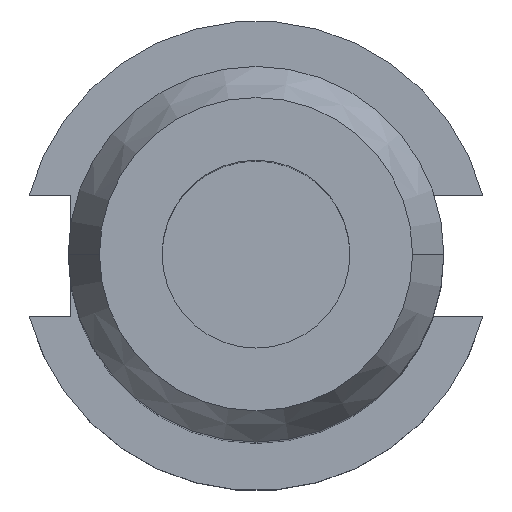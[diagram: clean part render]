
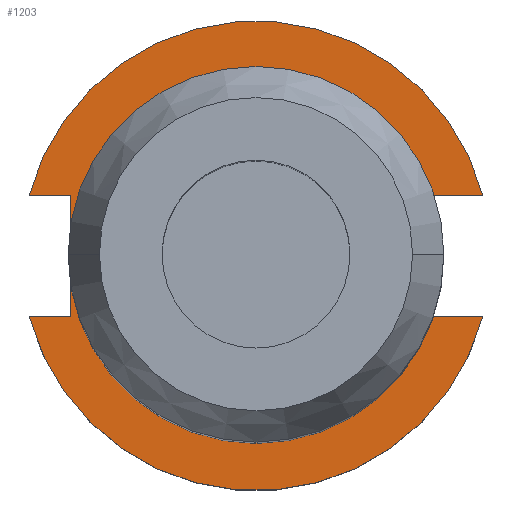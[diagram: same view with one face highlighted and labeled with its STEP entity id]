
A CAD part, top view. The second image highlights one B-rep face of the part: STEP entity #1203.
In plain terms, the highlighted planar face has unit normal (0, 0, 1).
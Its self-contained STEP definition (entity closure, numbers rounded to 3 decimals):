
#21 = AXIS2_PLACEMENT_3D ( 'NONE', #733, #1656, #725 ) ;
#74 = VERTEX_POINT ( 'NONE', #1175 ) ;
#87 = DIRECTION ( 'NONE',  ( -1., 0., 0. ) ) ;
#96 = ORIENTED_EDGE ( 'NONE', *, *, #902, .T. ) ;
#98 = ORIENTED_EDGE ( 'NONE', *, *, #812, .T. ) ;
#120 = VERTEX_POINT ( 'NONE', #1307 ) ;
#124 = PLANE ( 'NONE',  #288 ) ;
#153 = CARTESIAN_POINT ( 'NONE',  ( 22.606, 8.191, 19.05 ) ) ;
#181 = VERTEX_POINT ( 'NONE', #153 ) ;
#190 = CARTESIAN_POINT ( 'NONE',  ( 0., 0., 19.05 ) ) ;
#217 = VECTOR ( 'NONE', #1495, 1000. ) ;
#234 = CARTESIAN_POINT ( 'NONE',  ( -30.675, -8.191, 19.05 ) ) ;
#237 = DIRECTION ( 'NONE',  ( 0., 0., 1. ) ) ;
#239 = VECTOR ( 'NONE', #893, 1000. ) ;
#271 = CARTESIAN_POINT ( 'NONE',  ( 22.606, -8.191, 19.05 ) ) ;
#288 = AXIS2_PLACEMENT_3D ( 'NONE', #789, #1068, #774 ) ;
#304 = DIRECTION ( 'NONE',  ( 0., 0., -1. ) ) ;
#314 = LINE ( 'NONE', #894, #1585 ) ;
#371 = EDGE_CURVE ( 'NONE', #1668, #181, #697, .T. ) ;
#376 = DIRECTION ( 'NONE',  ( 1., 0., 0. ) ) ;
#391 = CARTESIAN_POINT ( 'NONE',  ( 30.675, -8.191, 19.05 ) ) ;
#400 = EDGE_CURVE ( 'NONE', #74, #120, #487, .T. ) ;
#430 = AXIS2_PLACEMENT_3D ( 'NONE', #190, #711, #1518 ) ;
#436 = ORIENTED_EDGE ( 'NONE', *, *, #825, .T. ) ;
#441 = AXIS2_PLACEMENT_3D ( 'NONE', #578, #304, #574 ) ;
#458 = VECTOR ( 'NONE', #1143, 1000. ) ;
#459 = FACE_OUTER_BOUND ( 'NONE', #1283, .T. ) ;
#461 = EDGE_CURVE ( 'NONE', #1650, #74, #802, .T. ) ;
#463 = ORIENTED_EDGE ( 'NONE', *, *, #1050, .F. ) ;
#487 = CIRCLE ( 'NONE', #21, 23.025 ) ;
#511 = EDGE_CURVE ( 'NONE', #1650, #629, #1550, .T. ) ;
#512 = CIRCLE ( 'NONE', #756, 31.75 ) ;
#574 = DIRECTION ( 'NONE',  ( -1., 0., 0. ) ) ;
#578 = CARTESIAN_POINT ( 'NONE',  ( 0., 0., 19.05 ) ) ;
#629 = VERTEX_POINT ( 'NONE', #391 ) ;
#645 = LINE ( 'NONE', #1268, #458 ) ;
#664 = VERTEX_POINT ( 'NONE', #1191 ) ;
#667 = ORIENTED_EDGE ( 'NONE', *, *, #511, .F. ) ;
#697 = LINE ( 'NONE', #1247, #217 ) ;
#702 = ORIENTED_EDGE ( 'NONE', *, *, #952, .F. ) ;
#711 = DIRECTION ( 'NONE',  ( 0., 0., 1. ) ) ;
#725 = DIRECTION ( 'NONE',  ( -1., 0., 0. ) ) ;
#733 = CARTESIAN_POINT ( 'NONE',  ( 0., 0., 19.05 ) ) ;
#755 = VECTOR ( 'NONE', #87, 1000. ) ;
#756 = AXIS2_PLACEMENT_3D ( 'NONE', #1047, #237, #376 ) ;
#774 = DIRECTION ( 'NONE',  ( -1., 0., 0. ) ) ;
#789 = CARTESIAN_POINT ( 'NONE',  ( 0., 22.225, 19.05 ) ) ;
#795 = VERTEX_POINT ( 'NONE', #1493 ) ;
#801 = ORIENTED_EDGE ( 'NONE', *, *, #461, .T. ) ;
#802 = LINE ( 'NONE', #1270, #1062 ) ;
#812 = EDGE_CURVE ( 'NONE', #120, #1668, #1318, .T. ) ;
#825 = EDGE_CURVE ( 'NONE', #664, #1356, #983, .T. ) ;
#893 = DIRECTION ( 'NONE',  ( 1., 0., 0. ) ) ;
#894 = CARTESIAN_POINT ( 'NONE',  ( -61.091, -8.191, 19.05 ) ) ;
#902 = EDGE_CURVE ( 'NONE', #795, #664, #645, .T. ) ;
#938 = VECTOR ( 'NONE', #1654, 1000. ) ;
#941 = CIRCLE ( 'NONE', #430, 31.75 ) ;
#952 = EDGE_CURVE ( 'NONE', #1489, #181, #1676, .T. ) ;
#983 = LINE ( 'NONE', #1515, #938 ) ;
#991 = CARTESIAN_POINT ( 'NONE',  ( 0., 8.191, 19.05 ) ) ;
#1047 = CARTESIAN_POINT ( 'NONE',  ( 0., 0., 19.05 ) ) ;
#1050 = EDGE_CURVE ( 'NONE', #1514, #1356, #314, .T. ) ;
#1062 = VECTOR ( 'NONE', #1407, 1000. ) ;
#1068 = DIRECTION ( 'NONE',  ( 0., 0., -1. ) ) ;
#1110 = ORIENTED_EDGE ( 'NONE', *, *, #1223, .T. ) ;
#1124 = ORIENTED_EDGE ( 'NONE', *, *, #371, .T. ) ;
#1135 = EDGE_CURVE ( 'NONE', #1514, #629, #512, .T. ) ;
#1143 = DIRECTION ( 'NONE',  ( 1., 0., 0. ) ) ;
#1175 = CARTESIAN_POINT ( 'NONE',  ( 22.606, -4.373, 19.05 ) ) ;
#1191 = CARTESIAN_POINT ( 'NONE',  ( -25.091, 8.191, 19.05 ) ) ;
#1203 = ADVANCED_FACE ( 'NONE', ( #459 ), #124, .F. ) ;
#1210 = CARTESIAN_POINT ( 'NONE',  ( 22.606, 4.373, 19.05 ) ) ;
#1223 = EDGE_CURVE ( 'NONE', #1489, #795, #941, .T. ) ;
#1247 = CARTESIAN_POINT ( 'NONE',  ( 22.606, 22.225, 19.05 ) ) ;
#1264 = CARTESIAN_POINT ( 'NONE',  ( -25.091, -8.191, 19.05 ) ) ;
#1268 = CARTESIAN_POINT ( 'NONE',  ( -61.091, 8.191, 19.05 ) ) ;
#1270 = CARTESIAN_POINT ( 'NONE',  ( 22.606, 22.225, 19.05 ) ) ;
#1283 = EDGE_LOOP ( 'NONE', ( #801, #1424, #98, #1124, #702, #1110, #96, #436, #463, #1502, #667 ) ) ;
#1307 = CARTESIAN_POINT ( 'NONE',  ( -23.025, 0., 19.05 ) ) ;
#1318 = CIRCLE ( 'NONE', #441, 23.025 ) ;
#1356 = VERTEX_POINT ( 'NONE', #1264 ) ;
#1407 = DIRECTION ( 'NONE',  ( 0., 1., 0. ) ) ;
#1424 = ORIENTED_EDGE ( 'NONE', *, *, #400, .T. ) ;
#1489 = VERTEX_POINT ( 'NONE', #1702 ) ;
#1493 = CARTESIAN_POINT ( 'NONE',  ( -30.675, 8.191, 19.05 ) ) ;
#1495 = DIRECTION ( 'NONE',  ( 0., 1., 0. ) ) ;
#1502 = ORIENTED_EDGE ( 'NONE', *, *, #1135, .T. ) ;
#1514 = VERTEX_POINT ( 'NONE', #234 ) ;
#1515 = CARTESIAN_POINT ( 'NONE',  ( -25.091, 8.191, 19.05 ) ) ;
#1518 = DIRECTION ( 'NONE',  ( 1., 0., 0. ) ) ;
#1550 = LINE ( 'NONE', #1706, #239 ) ;
#1585 = VECTOR ( 'NONE', #1692, 1000. ) ;
#1650 = VERTEX_POINT ( 'NONE', #271 ) ;
#1654 = DIRECTION ( 'NONE',  ( 0., -1., 0. ) ) ;
#1656 = DIRECTION ( 'NONE',  ( 0., 0., -1. ) ) ;
#1668 = VERTEX_POINT ( 'NONE', #1210 ) ;
#1676 = LINE ( 'NONE', #991, #755 ) ;
#1692 = DIRECTION ( 'NONE',  ( 1., 0., 0. ) ) ;
#1702 = CARTESIAN_POINT ( 'NONE',  ( 30.675, 8.191, 19.05 ) ) ;
#1706 = CARTESIAN_POINT ( 'NONE',  ( 0., -8.191, 19.05 ) ) ;
